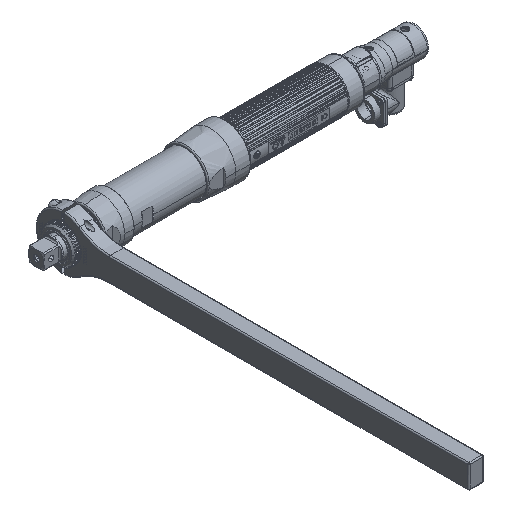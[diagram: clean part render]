
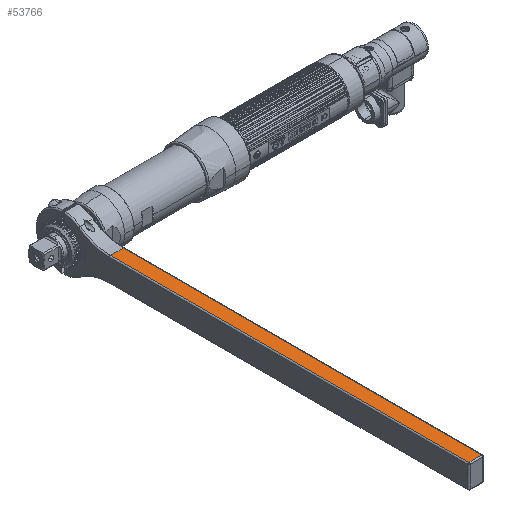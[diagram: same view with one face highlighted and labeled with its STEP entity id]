
A CAD part, isometric view. The second image highlights one B-rep face of the part: STEP entity #53766.
In plain terms, the highlighted planar face has unit normal (0, 0, 1).
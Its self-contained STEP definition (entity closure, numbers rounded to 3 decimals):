
#51677=DIRECTION('',(-1.,0.,0.));
#51678=VECTOR('',#51677,0.63);
#51679=CARTESIAN_POINT('',(-12.993,-2.284,0.588));
#51680=LINE('',#51679,#51678);
#52047=DIRECTION('',(0.,1.,0.));
#52048=VECTOR('',#52047,17.651);
#52049=CARTESIAN_POINT('',(-13.623,-19.935,0.588));
#52050=LINE('',#52049,#52048);
#52163=DIRECTION('',(0.,-1.,0.));
#52164=VECTOR('',#52163,17.651);
#52165=CARTESIAN_POINT('',(-12.993,-2.284,0.588));
#52166=LINE('',#52165,#52164);
#52259=DIRECTION('',(1.,0.,0.));
#52260=VECTOR('',#52259,0.63);
#52261=CARTESIAN_POINT('',(-13.623,-19.935,0.588));
#52262=LINE('',#52261,#52260);
#53029=CARTESIAN_POINT('',(-13.623,-19.935,0.588));
#53030=CARTESIAN_POINT('',(-13.623,-2.284,0.588));
#53031=VERTEX_POINT('',#53029);
#53032=VERTEX_POINT('',#53030);
#53072=CARTESIAN_POINT('',(-12.993,-2.284,0.588));
#53073=CARTESIAN_POINT('',(-12.993,-19.935,0.588));
#53074=VERTEX_POINT('',#53072);
#53075=VERTEX_POINT('',#53073);
#53751=CARTESIAN_POINT('',(-12.933,-19.995,0.588));
#53752=DIRECTION('',(0.,0.,1.));
#53753=DIRECTION('',(0.,1.,0.));
#53754=AXIS2_PLACEMENT_3D('',#53751,#53752,#53753);
#53755=PLANE('',#53754);
#53757=ORIENTED_EDGE('',*,*,#53756,.T.);
#53759=ORIENTED_EDGE('',*,*,#53758,.F.);
#53761=ORIENTED_EDGE('',*,*,#53760,.T.);
#53763=ORIENTED_EDGE('',*,*,#53762,.F.);
#53764=EDGE_LOOP('',(#53757,#53759,#53761,#53763));
#53765=FACE_OUTER_BOUND('',#53764,.F.);
#53766=ADVANCED_FACE('',(#53765),#53755,.T.);
#53756=EDGE_CURVE('',#53031,#53032,#52050,.T.);
#53758=EDGE_CURVE('',#53074,#53032,#51680,.T.);
#53760=EDGE_CURVE('',#53074,#53075,#52166,.T.);
#53762=EDGE_CURVE('',#53031,#53075,#52262,.T.);
